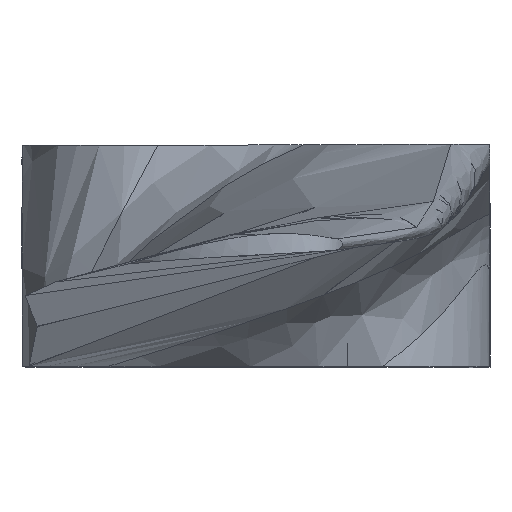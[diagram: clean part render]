
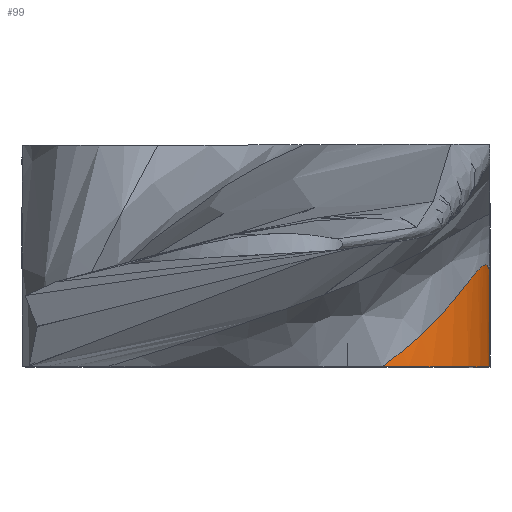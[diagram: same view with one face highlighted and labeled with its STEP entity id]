
A CAD part, top view. The second image highlights one B-rep face of the part: STEP entity #99.
In plain terms, the highlighted cylindrical face has radius 15.6 mm (diameter 31.2 mm), a partial arc.
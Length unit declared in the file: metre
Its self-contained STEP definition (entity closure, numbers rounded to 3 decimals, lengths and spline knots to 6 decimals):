
#99=ADVANCED_FACE('',(#208),#209,.T.);
#208=FACE_OUTER_BOUND('',#4265,.T.);
#209=CYLINDRICAL_SURFACE('',#4266,0.0156);
#4265=EDGE_LOOP('',(#4778,#4779,#4780));
#4266=AXIS2_PLACEMENT_3D('',#4781,#4782,#4783);
#4778=ORIENTED_EDGE('',*,*,#4996,.F.);
#4779=ORIENTED_EDGE('',*,*,#4928,.T.);
#4780=ORIENTED_EDGE('',*,*,#4997,.F.);
#4781=CARTESIAN_POINT('',(-0.003274,0.0195,-0.0416));
#4782=DIRECTION('',(0.0,-1.0,0.0));
#4783=DIRECTION('',(0.0,0.0,1.0));
#4928=EDGE_CURVE('',#5082,#5080,#5083,.T.);
#4996=EDGE_CURVE('',#5082,#5182,#5183,.F.);
#4997=EDGE_CURVE('',#5182,#5080,#5184,.T.);
#5080=VERTEX_POINT('',#5702);
#5082=VERTEX_POINT('',#5729);
#5083=B_SPLINE_CURVE_WITH_KNOTS('',3,(#5730,#5731,#5732,#5733,#5734,#5735,#5736,#5737,#5738,#5739,#5740,#5741,#5742,#5743,#5744,#5745,#5746,#5747,#5748,#5749,#5750,#5751,#5752,#5753,#5754,#5755,#5756,#5757),.UNSPECIFIED.,.F.,.F.,(4,2,2,2,2,2,2,2,2,2,2,2,2,4),(0.0,0.001267,0.002535,0.003802,0.00507,0.005704,0.006337,0.007605,0.008872,0.01014,0.012675,0.01521,0.017745,0.02028),.UNSPECIFIED.);
#5182=VERTEX_POINT('',#6163);
#5183=LINE('',#6164,#6165);
#5184=CIRCLE('',#6166,0.0156);
#5702=CARTESIAN_POINT('',(0.003472,-0.0117,-0.027534));
#5729=CARTESIAN_POINT('',(0.012326,-0.00445,-0.0416));
#5730=CARTESIAN_POINT('',(0.012326,-0.00445,-0.0416));
#5731=CARTESIAN_POINT('',(0.012326,-0.00421,-0.041248));
#5732=CARTESIAN_POINT('',(0.012314,-0.003996,-0.040883));
#5733=CARTESIAN_POINT('',(0.01226,-0.003642,-0.040116));
#5734=CARTESIAN_POINT('',(0.012217,-0.003502,-0.03971));
#5735=CARTESIAN_POINT('',(0.012096,-0.003332,-0.038896));
#5736=CARTESIAN_POINT('',(0.012018,-0.003299,-0.038483));
#5737=CARTESIAN_POINT('',(0.011824,-0.00334,-0.037651));
#5738=CARTESIAN_POINT('',(0.011713,-0.003413,-0.037249));
#5739=CARTESIAN_POINT('',(0.011526,-0.003579,-0.036664));
#5740=CARTESIAN_POINT('',(0.01146,-0.003645,-0.036471));
#5741=CARTESIAN_POINT('',(0.011324,-0.003789,-0.036096));
#5742=CARTESIAN_POINT('',(0.011254,-0.003869,-0.035913));
#5743=CARTESIAN_POINT('',(0.011036,-0.004123,-0.035377));
#5744=CARTESIAN_POINT('',(0.010882,-0.004315,-0.035035));
#5745=CARTESIAN_POINT('',(0.010557,-0.004727,-0.034374));
#5746=CARTESIAN_POINT('',(0.010385,-0.004948,-0.034055));
#5747=CARTESIAN_POINT('',(0.010026,-0.005405,-0.033439));
#5748=CARTESIAN_POINT('',(0.00984,-0.00564,-0.033144));
#5749=CARTESIAN_POINT('',(0.009259,-0.006356,-0.032286));
#5750=CARTESIAN_POINT('',(0.008843,-0.006849,-0.031751));
#5751=CARTESIAN_POINT('',(0.007945,-0.007839,-0.03074));
#5752=CARTESIAN_POINT('',(0.007464,-0.008336,-0.030263));
#5753=CARTESIAN_POINT('',(0.006428,-0.009327,-0.029365));
#5754=CARTESIAN_POINT('',(0.005879,-0.009815,-0.028948));
#5755=CARTESIAN_POINT('',(0.004722,-0.01077,-0.028187));
#5756=CARTESIAN_POINT('',(0.004112,-0.011239,-0.027841));
#5757=CARTESIAN_POINT('',(0.003472,-0.0117,-0.027534));
#6163=CARTESIAN_POINT('',(0.012326,-0.0117,-0.0416));
#6164=CARTESIAN_POINT('',(0.012326,-0.004556,-0.0416));
#6165=VECTOR('',#6295,1.0);
#6166=AXIS2_PLACEMENT_3D('',#6296,#6297,#6298);
#6295=DIRECTION('',(0.0,1.0,0.0));
#6296=CARTESIAN_POINT('',(-0.003274,-0.0117,-0.0416));
#6297=DIRECTION('',(0.0,-1.0,0.0));
#6298=DIRECTION('',(0.0,0.0,-1.0));
